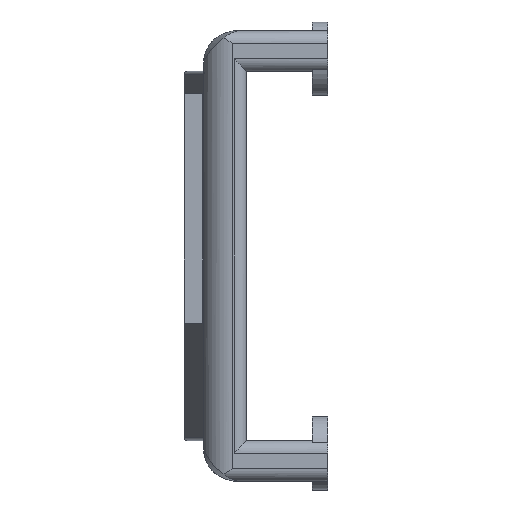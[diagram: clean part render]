
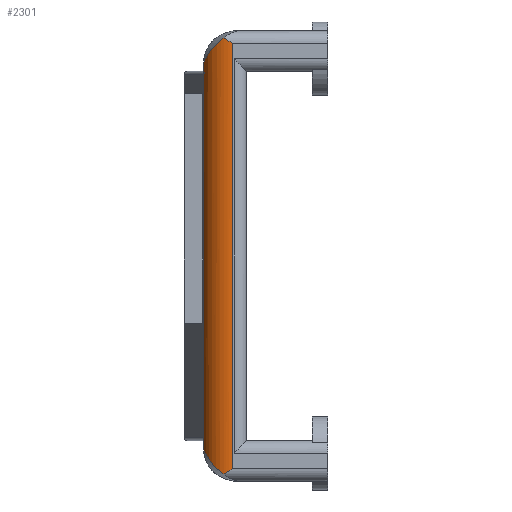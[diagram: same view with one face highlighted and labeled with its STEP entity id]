
A CAD part, left-side view. The second image highlights one B-rep face of the part: STEP entity #2301.
In plain terms, the highlighted cylindrical face has radius 5 mm (diameter 10 mm), a partial arc.
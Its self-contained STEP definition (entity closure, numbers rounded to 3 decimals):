
#147 = EDGE_LOOP ( 'NONE', ( #7184, #9675, #1184, #3035, #11860, #5745 ) ) ;
#192 = EDGE_CURVE ( 'NONE', #3491, #5151, #6065, .T. ) ;
#347 = CARTESIAN_POINT ( 'NONE',  ( -27.315, 6.113, 70.839 ) ) ;
#617 = CARTESIAN_POINT ( 'NONE',  ( -27.315, 6.113, 1.161 ) ) ;
#1166 = EDGE_CURVE ( 'NONE', #8160, #3635, #2705, .T. ) ;
#1184 = ORIENTED_EDGE ( 'NONE', *, *, #2750, .F. ) ;
#1280 = VERTEX_POINT ( 'NONE', #11760 ) ;
#1582 = CARTESIAN_POINT ( 'NONE',  ( -24.552, 9.327, 5. ) ) ;
#2078 = CARTESIAN_POINT ( 'NONE',  ( -27.315, 6.113, 70.839 ) ) ;
#2301 = ADVANCED_FACE ( 'NONE', ( #10903 ), #3463, .T. ) ;
#2489 = CARTESIAN_POINT ( 'NONE',  ( -25.927, 8.708, 3.492 ) ) ;
#2705 =( BOUNDED_CURVE ( )  B_SPLINE_CURVE ( 3, ( #3062, #6790, #6902, #347 ),
 .UNSPECIFIED., .F., .F. ) 
 B_SPLINE_CURVE_WITH_KNOTS ( ( 4, 4 ),
 ( 4.712, 5.588 ),
 .UNSPECIFIED. ) 
 CURVE ( )  GEOMETRIC_REPRESENTATION_ITEM ( )  RATIONAL_B_SPLINE_CURVE ( ( 1., 0.937, 0.937, 1. ) ) 
 REPRESENTATION_ITEM ( '' )  );
#2750 = EDGE_CURVE ( 'NONE', #5151, #8373, #3853, .T. ) ;
#2829 = EDGE_CURVE ( 'NONE', #1280, #3491, #6396, .T. ) ;
#2844 = CARTESIAN_POINT ( 'NONE',  ( -27.424, 5.667, 70.566 ) ) ;
#2993 = CARTESIAN_POINT ( 'NONE',  ( -27.5, 4.992, 1.858 ) ) ;
#3035 = ORIENTED_EDGE ( 'NONE', *, *, #192, .F. ) ;
#3062 = CARTESIAN_POINT ( 'NONE',  ( -24.552, 9.327, 67. ) ) ;
#3189 = CARTESIAN_POINT ( 'NONE',  ( -27.378, 5.89, 70.704 ) ) ;
#3463 = CYLINDRICAL_SURFACE ( 'NONE', #7234, 5. ) ;
#3491 = VERTEX_POINT ( 'NONE', #5281 ) ;
#3635 = VERTEX_POINT ( 'NONE', #2078 ) ;
#3688 = CARTESIAN_POINT ( 'NONE',  ( -27.5, 4.992, 70.142 ) ) ;
#3767 = CARTESIAN_POINT ( 'NONE',  ( -27.315, 6.113, 1.161 ) ) ;
#3853 =( BOUNDED_CURVE ( )  B_SPLINE_CURVE ( 3, ( #617, #10777, #2489, #1582 ),
 .UNSPECIFIED., .F., .F. ) 
 B_SPLINE_CURVE_WITH_KNOTS ( ( 4, 4 ),
 ( 3.837, 4.712 ),
 .UNSPECIFIED. ) 
 CURVE ( )  GEOMETRIC_REPRESENTATION_ITEM ( )  RATIONAL_B_SPLINE_CURVE ( ( 1., 0.937, 0.937, 1. ) ) 
 REPRESENTATION_ITEM ( '' )  );
#3919 = DIRECTION ( 'NONE',  ( 0., 0., 1. ) ) ;
#4038 = CARTESIAN_POINT ( 'NONE',  ( -24.552, 9.327, 72. ) ) ;
#4247 = CARTESIAN_POINT ( 'NONE',  ( -24.552, 9.327, 67. ) ) ;
#4669 = CARTESIAN_POINT ( 'NONE',  ( -27.424, 5.667, 1.434 ) ) ;
#4765 = CARTESIAN_POINT ( 'NONE',  ( -27.5, 4.767, 70. ) ) ;
#5151 = VERTEX_POINT ( 'NONE', #3767 ) ;
#5281 = CARTESIAN_POINT ( 'NONE',  ( -27.5, 4.767, 2. ) ) ;
#5384 = DIRECTION ( 'NONE',  ( -1., 0., 0. ) ) ;
#5712 = LINE ( 'NONE', #4038, #7298 ) ;
#5745 = ORIENTED_EDGE ( 'NONE', *, *, #8838, .F. ) ;
#5906 = VECTOR ( 'NONE', #6517, 1000. ) ;
#6065 = B_SPLINE_CURVE_WITH_KNOTS ( 'NONE', 3,
 ( #11223, #2993, #11286, #4669, #9422, #10200 ),
 .UNSPECIFIED., .F., .F.,
 ( 4, 2, 4 ),
 ( 0., 0.001, 0.002 ),
 .UNSPECIFIED. ) ;
#6396 = LINE ( 'NONE', #11864, #5906 ) ;
#6448 = CARTESIAN_POINT ( 'NONE',  ( -27.485, 5.218, 70.285 ) ) ;
#6517 = DIRECTION ( 'NONE',  ( 0., 0., -1. ) ) ;
#6790 = CARTESIAN_POINT ( 'NONE',  ( -25.927, 8.708, 68.508 ) ) ;
#6902 = CARTESIAN_POINT ( 'NONE',  ( -26.91, 7.565, 69.873 ) ) ;
#7184 = ORIENTED_EDGE ( 'NONE', *, *, #1166, .F. ) ;
#7234 = AXIS2_PLACEMENT_3D ( 'NONE', #11638, #10732, #5384 ) ;
#7298 = VECTOR ( 'NONE', #3919, 1000. ) ;
#7644 = EDGE_CURVE ( 'NONE', #8373, #8160, #5712, .T. ) ;
#8160 = VERTEX_POINT ( 'NONE', #4247 ) ;
#8373 = VERTEX_POINT ( 'NONE', #9102 ) ;
#8440 = CARTESIAN_POINT ( 'NONE',  ( -27.315, 6.113, 70.839 ) ) ;
#8838 = EDGE_CURVE ( 'NONE', #3635, #1280, #9876, .T. ) ;
#9102 = CARTESIAN_POINT ( 'NONE',  ( -24.552, 9.327, 5. ) ) ;
#9422 = CARTESIAN_POINT ( 'NONE',  ( -27.378, 5.89, 1.296 ) ) ;
#9675 = ORIENTED_EDGE ( 'NONE', *, *, #7644, .F. ) ;
#9876 = B_SPLINE_CURVE_WITH_KNOTS ( 'NONE', 3,
 ( #8440, #3189, #2844, #6448, #3688, #4765 ),
 .UNSPECIFIED., .F., .F.,
 ( 4, 2, 4 ),
 ( 0., 0.001, 0.002 ),
 .UNSPECIFIED. ) ;
#10200 = CARTESIAN_POINT ( 'NONE',  ( -27.315, 6.113, 1.161 ) ) ;
#10732 = DIRECTION ( 'NONE',  ( 0., 0., -1. ) ) ;
#10777 = CARTESIAN_POINT ( 'NONE',  ( -26.91, 7.565, 2.127 ) ) ;
#10903 = FACE_OUTER_BOUND ( 'NONE', #147, .T. ) ;
#11223 = CARTESIAN_POINT ( 'NONE',  ( -27.5, 4.767, 2. ) ) ;
#11286 = CARTESIAN_POINT ( 'NONE',  ( -27.485, 5.218, 1.715 ) ) ;
#11638 = CARTESIAN_POINT ( 'NONE',  ( -22.5, 4.767, 72. ) ) ;
#11760 = CARTESIAN_POINT ( 'NONE',  ( -27.5, 4.767, 70. ) ) ;
#11860 = ORIENTED_EDGE ( 'NONE', *, *, #2829, .F. ) ;
#11864 = CARTESIAN_POINT ( 'NONE',  ( -27.5, 4.767, 72. ) ) ;
